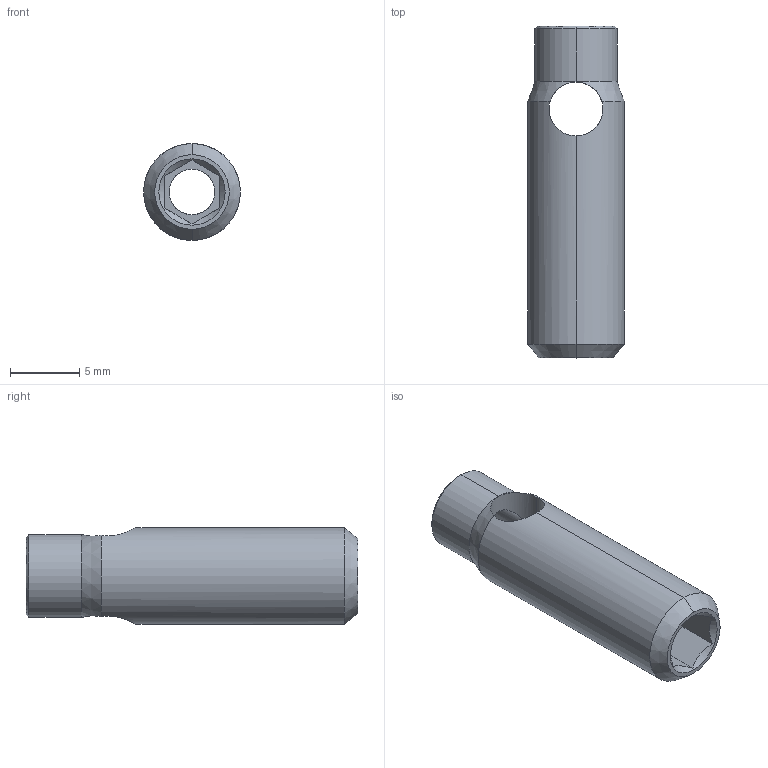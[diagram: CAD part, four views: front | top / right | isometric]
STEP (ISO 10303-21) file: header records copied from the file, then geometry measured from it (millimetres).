
FILE_DESCRIPTION (( 'STEP AP214' ), '1' );
FILE_NAME ('099GS051E.STEP', '2015-06-18T13:48:32', ( 'Not-Admin' ), ( 'Hewlett-Packard Company' ), 'SwSTEP 2.0', 'SolidWorks 2014', '' );
FILE_SCHEMA (( 'AUTOMOTIVE_DESIGN' ));
Length unit declared in the file: millimetre
Products named in the file (1): 099GS051E
Bounding box: 7 x 24 x 7 mm (x, y, z)
Volume: 578 mm3; surface area: 813.4 mm2
Topology: 1 solids, 1 shells, 29 faces, 74 edges, 46 vertices
Faces by surface type: cone 10, cylinder 10, plane 9
Entity records: 1204 total; most frequent: CARTESIAN_POINT 440, ORIENTED_EDGE 148, DIRECTION 132, EDGE_CURVE 74, AXIS2_PLACEMENT_3D 50, VERTEX_POINT 46, EDGE_LOOP 34, VECTOR 32
